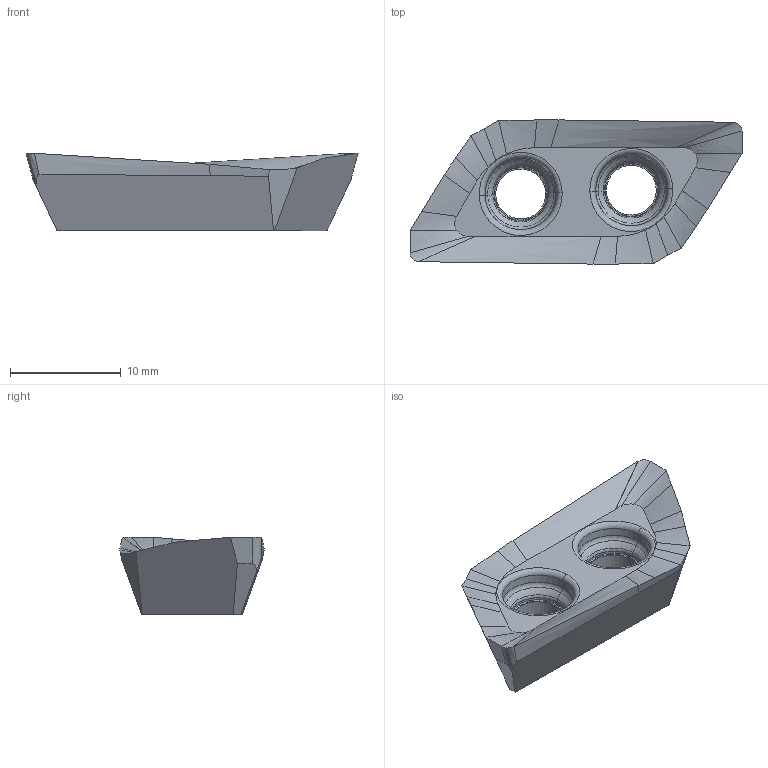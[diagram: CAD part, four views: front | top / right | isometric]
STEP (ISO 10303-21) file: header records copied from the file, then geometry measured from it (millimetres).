
FILE_DESCRIPTION((''),'2;1');
FILE_NAME('XDGX227008PDR-GL','2015-12-17T',('tlyi02'),('PTC Japan'),'PRO/ENGINEER BY PARAMETRIC TECHNOLOGY CORPORATION, 2014310','PRO/ENGINEER BY PARAMETRIC TECHNOLOGY CORPORATION, 2014310','');
FILE_SCHEMA(('AUTOMOTIVE_DESIGN { 1 0 10303 214 1 1 1 1 }'));
Length unit declared in the file: millimetre
Products named in the file (1): XDGX227008PDR-GL
Bounding box: 30 x 13.03 x 7 mm (x, y, z)
Volume: 1130.8 mm3; surface area: 1057.4 mm2
Topology: 1 solids, 1 shells, 86 faces, 200 edges, 120 vertices
Faces by surface type: bspline 30, torus 24, plane 16, cone 12, cylinder 4
Entity records: 5539 total; most frequent: CARTESIAN_POINT 2964, ORIENTED_EDGE 400, DIRECTION 380, PRESENTATION_STYLE_ASSIGNMENT 202, STYLED_ITEM 202, CURVE_STYLE 201, EDGE_CURVE 200, AXIS2_PLACEMENT_3D 146
